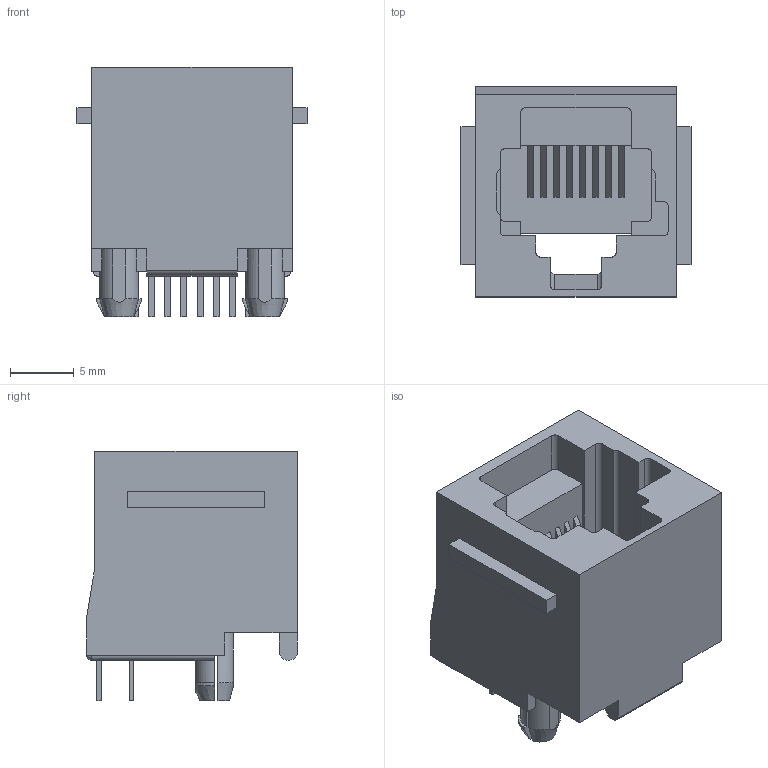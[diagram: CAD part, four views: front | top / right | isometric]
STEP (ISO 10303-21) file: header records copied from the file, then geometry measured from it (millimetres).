
FILE_DESCRIPTION((''),'2;1');
FILE_NAME('C-5520260-4','2011-07-07T',('workeradm'),(''),'PRO/ENGINEER BY PARAMETRIC TECHNOLOGY CORPORATION, 2010430','PRO/ENGINEER BY PARAMETRIC TECHNOLOGY CORPORATION, 2010430','');
FILE_SCHEMA(('AUTOMOTIVE_DESIGN { 1 0 10303 214 1 1 1 1 }'));
Length unit declared in the file: millimetre
Products named in the file (1): C-5520260-4
Bounding box: 18.03 x 16.51 x 19.56 mm (x, y, z)
Volume: 2380.1 mm3; surface area: 2524.3 mm2
Topology: 1 solids, 1 shells, 190 faces, 531 edges, 352 vertices
Faces by surface type: plane 151, cylinder 31, sphere 4, cone 4
Entity records: 6356 total; most frequent: CARTESIAN_POINT 1205, ORIENTED_EDGE 1062, DIRECTION 967, EDGE_CURVE 531, VECTOR 443, LINE 443, VERTEX_POINT 352, AXIS2_PLACEMENT_3D 262
